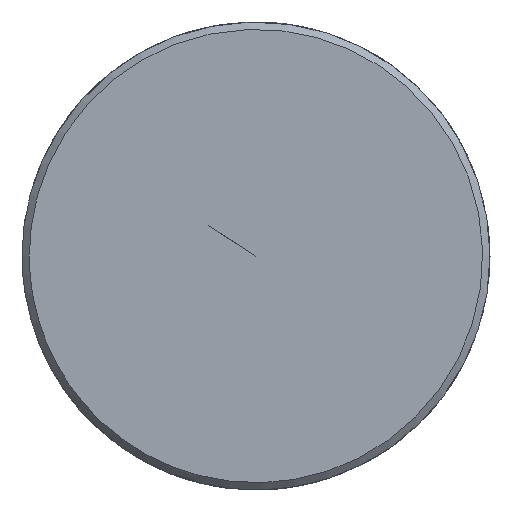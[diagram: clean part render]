
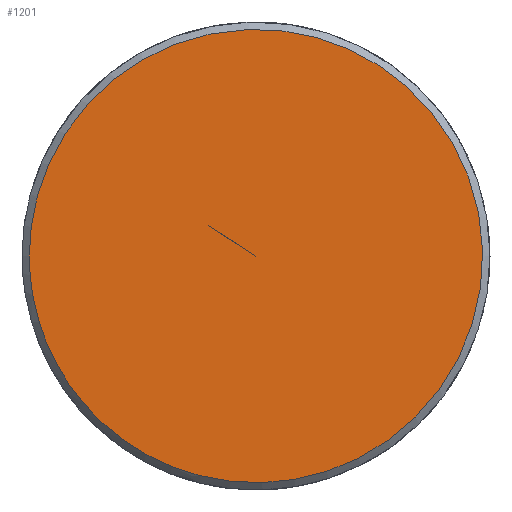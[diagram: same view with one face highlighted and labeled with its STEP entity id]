
A CAD part, left-side view. The second image highlights one B-rep face of the part: STEP entity #1201.
In plain terms, the highlighted free-form (B-spline) face has degree [5, 1] with [6, 2] control points.
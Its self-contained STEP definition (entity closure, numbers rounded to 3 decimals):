
#1129 = CARTESIAN_POINT ('', (-100., 7.75, 0.));
#1130 = VERTEX_POINT ('', #1129);
#1138 = CARTESIAN_POINT ('', (-100., 7.75, 0.));
#1139 = CARTESIAN_POINT ('', (-100., 7.75, 31.));
#1140 = CARTESIAN_POINT ('', (-100., -23.25, 15.5));
#1141 = CARTESIAN_POINT ('', (-100., -23.25, -15.5));
#1142 = CARTESIAN_POINT ('', (-100., 7.75, -31.));
#1143 = CARTESIAN_POINT ('', (-100., 7.75, 0.));
#1144 = (
   BOUNDED_CURVE ()
   B_SPLINE_CURVE (5, (#1138, #1139, #1140, #1141, #1142, #1143), .UNSPECIFIED., .T., .U.)
   B_SPLINE_CURVE_WITH_KNOTS ((6, 6), (0., 1.), .UNSPECIFIED.)
   CURVE ()
   GEOMETRIC_REPRESENTATION_ITEM ()
   RATIONAL_B_SPLINE_CURVE ((5., 1., 1., 1., 1., 5.))
   REPRESENTATION_ITEM ('')
);
#1145 = EDGE_CURVE ('', #1130, #1130, #1144, .T.);
#1177 = CARTESIAN_POINT ('', (-100., 0., 0.));
#1178 = VERTEX_POINT ('', #1177);
#1179 = CARTESIAN_POINT ('', (-100., 0., 0.));
#1180 = CARTESIAN_POINT ('', (-100., 7.75, 0.));
#1181 = B_SPLINE_CURVE_WITH_KNOTS ('', 1, (#1179, #1180), .UNSPECIFIED., .F., .U., (2, 2), (0., 1.), .UNSPECIFIED.);
#1182 = EDGE_CURVE ('', #1178, #1130, #1181, .T.);
#1183 = ORIENTED_EDGE ('', *, *, #1182, .F.);
#1184 = ORIENTED_EDGE ('', *, *, #1182, .T.);
#1185 = ORIENTED_EDGE ('', *, *, #1145, .F.);
#1186 = EDGE_LOOP ('', (#1183, #1184, #1185));
#1187 = FACE_OUTER_BOUND ('', #1186, .T.);
#1188 = CARTESIAN_POINT ('', (-100., 0., 0.));
#1189 = CARTESIAN_POINT ('', (-100., 7.75, 0.));
#1190 = CARTESIAN_POINT ('', (-100., 0., 0.));
#1191 = CARTESIAN_POINT ('', (-100., 7.75, 31.));
#1192 = CARTESIAN_POINT ('', (-100., 0., 0.));
#1193 = CARTESIAN_POINT ('', (-100., -23.25, 15.5));
#1194 = CARTESIAN_POINT ('', (-100., 0., 0.));
#1195 = CARTESIAN_POINT ('', (-100., -23.25, -15.5));
#1196 = CARTESIAN_POINT ('', (-100., 0., 0.));
#1197 = CARTESIAN_POINT ('', (-100., 7.75, -31.));
#1198 = CARTESIAN_POINT ('', (-100., 0., 0.));
#1199 = CARTESIAN_POINT ('', (-100., 7.75, 0.));
#1200 = (
   BOUNDED_SURFACE ()
   B_SPLINE_SURFACE (5, 1, ((#1188, #1189), (#1190, #1191), (#1192, #1193), (#1194, #1195), (#1196, #1197), (#1198, #1199)), .UNSPECIFIED., .T., .F., .U.)
   B_SPLINE_SURFACE_WITH_KNOTS ((6, 6), (2, 2), (0., 1.), (0., 1.), .UNSPECIFIED.)
   SURFACE ()
   GEOMETRIC_REPRESENTATION_ITEM ()
   RATIONAL_B_SPLINE_SURFACE (((5., 5.), (1., 1.), (1., 1.), (1., 1.), (1., 1.), (5., 5.)))
   REPRESENTATION_ITEM ('')
);
#1201 = ADVANCED_FACE ('', (#1187), #1200, .T.);
